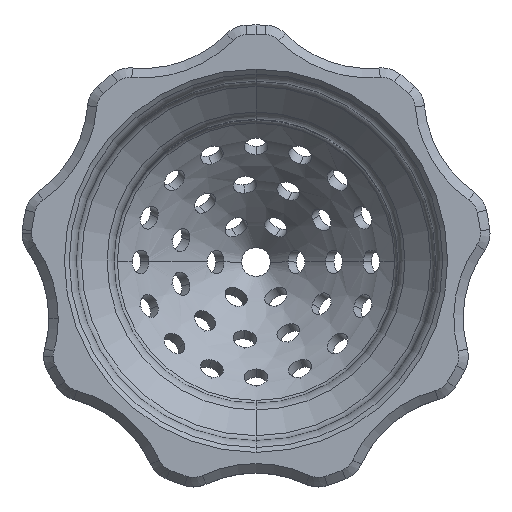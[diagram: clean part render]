
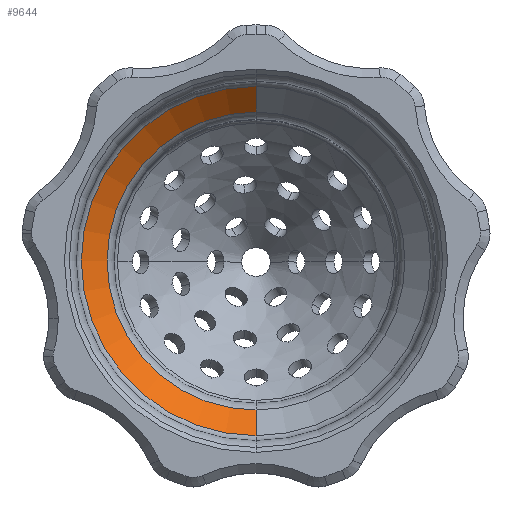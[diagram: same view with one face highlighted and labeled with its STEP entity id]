
A CAD part, top view. The second image highlights one B-rep face of the part: STEP entity #9644.
In plain terms, the highlighted conical face has half-angle 45 degrees and reference radius 30.5 mm.
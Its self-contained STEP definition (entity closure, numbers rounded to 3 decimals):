
#2 = CARTESIAN_POINT ( 'NONE',  ( 0., 0., 12.4 ) ) ;
#223 = ORIENTED_EDGE ( 'NONE', *, *, #15468, .F. ) ;
#397 = DIRECTION ( 'NONE',  ( 0., -1., 0. ) ) ;
#554 = EDGE_CURVE ( 'NONE', #12406, #5312, #13172, .T. ) ;
#646 = DIRECTION ( 'NONE',  ( 0., 0., -1. ) ) ;
#706 = CARTESIAN_POINT ( 'NONE',  ( 0., 0., 7.172 ) ) ;
#884 = DIRECTION ( 'NONE',  ( 0., 0.707, 0.707 ) ) ;
#1174 = AXIS2_PLACEMENT_3D ( 'NONE', #706, #646, #12315 ) ;
#1729 = VECTOR ( 'NONE', #14507, 1000. ) ;
#2138 = LINE ( 'NONE', #14400, #1729 ) ;
#2458 = CARTESIAN_POINT ( 'NONE',  ( 0., 29.621, 11.521 ) ) ;
#2478 = ORIENTED_EDGE ( 'NONE', *, *, #554, .T. ) ;
#2736 = ORIENTED_EDGE ( 'NONE', *, *, #13578, .T. ) ;
#3117 = VERTEX_POINT ( 'NONE', #5542 ) ;
#3719 = CARTESIAN_POINT ( 'NONE',  ( 0., -29.621, 11.521 ) ) ;
#4111 = AXIS2_PLACEMENT_3D ( 'NONE', #14597, #13485, #397 ) ;
#4554 = ORIENTED_EDGE ( 'NONE', *, *, #13218, .T. ) ;
#5312 = VERTEX_POINT ( 'NONE', #2458 ) ;
#5542 = CARTESIAN_POINT ( 'NONE',  ( 0., -25.272, 7.172 ) ) ;
#5944 = FACE_OUTER_BOUND ( 'NONE', #14315, .T. ) ;
#8622 = CARTESIAN_POINT ( 'NONE',  ( 0., 30.5, 12.4 ) ) ;
#8825 = AXIS2_PLACEMENT_3D ( 'NONE', #2, #11562, #9045 ) ;
#9045 = DIRECTION ( 'NONE',  ( 0., -1., 0. ) ) ;
#9482 = CIRCLE ( 'NONE', #1174, 25.272 ) ;
#9644 = ADVANCED_FACE ( 'NONE', ( #5944 ), #9799, .F. ) ;
#9799 = CONICAL_SURFACE ( 'NONE', #8825, 30.5, 0.785 ) ;
#10013 = VERTEX_POINT ( 'NONE', #3719 ) ;
#11071 = CIRCLE ( 'NONE', #4111, 29.621 ) ;
#11562 = DIRECTION ( 'NONE',  ( 0., 0., 1. ) ) ;
#12315 = DIRECTION ( 'NONE',  ( 0., 1., 0. ) ) ;
#12406 = VERTEX_POINT ( 'NONE', #13257 ) ;
#13172 = LINE ( 'NONE', #8622, #14780 ) ;
#13218 = EDGE_CURVE ( 'NONE', #3117, #12406, #9482, .T. ) ;
#13257 = CARTESIAN_POINT ( 'NONE',  ( 0., 25.272, 7.172 ) ) ;
#13485 = DIRECTION ( 'NONE',  ( 0., 0., 1. ) ) ;
#13578 = EDGE_CURVE ( 'NONE', #5312, #10013, #11071, .T. ) ;
#14315 = EDGE_LOOP ( 'NONE', ( #4554, #2478, #2736, #223 ) ) ;
#14400 = CARTESIAN_POINT ( 'NONE',  ( 0., -30.5, 12.4 ) ) ;
#14507 = DIRECTION ( 'NONE',  ( 0., -0.707, 0.707 ) ) ;
#14597 = CARTESIAN_POINT ( 'NONE',  ( 0., 0., 11.521 ) ) ;
#14780 = VECTOR ( 'NONE', #884, 1000. ) ;
#15468 = EDGE_CURVE ( 'NONE', #3117, #10013, #2138, .T. ) ;
